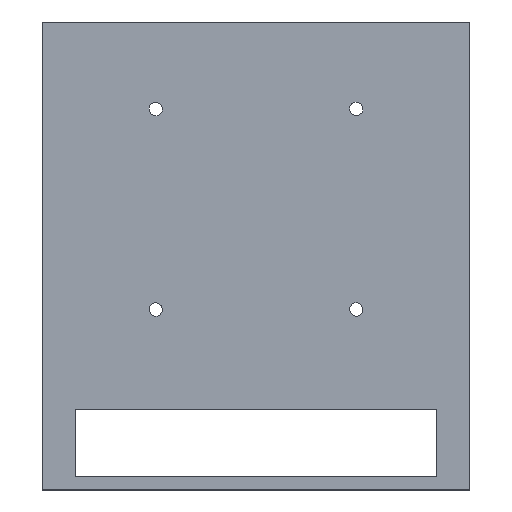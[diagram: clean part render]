
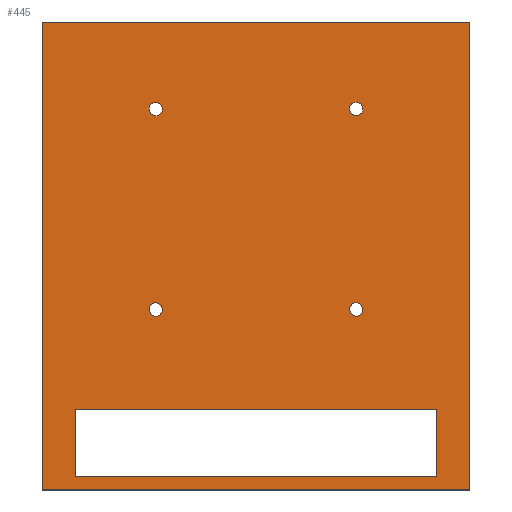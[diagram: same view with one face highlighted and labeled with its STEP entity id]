
A CAD part, top view. The second image highlights one B-rep face of the part: STEP entity #445.
In plain terms, the highlighted planar face has unit normal (0, 0, 1).
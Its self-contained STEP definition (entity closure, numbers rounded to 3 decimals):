
#39=AXIS2_PLACEMENT_3D('Circle Axis2P3D',#37,#38,$) ;
#74=AXIS2_PLACEMENT_3D('Circle Axis2P3D',#72,#73,$) ;
#96=AXIS2_PLACEMENT_3D('Circle Axis2P3D',#94,#95,$) ;
#131=AXIS2_PLACEMENT_3D('Circle Axis2P3D',#129,#130,$) ;
#153=AXIS2_PLACEMENT_3D('Circle Axis2P3D',#151,#152,$) ;
#188=AXIS2_PLACEMENT_3D('Circle Axis2P3D',#186,#187,$) ;
#210=AXIS2_PLACEMENT_3D('Circle Axis2P3D',#208,#209,$) ;
#245=AXIS2_PLACEMENT_3D('Circle Axis2P3D',#243,#244,$) ;
#387=AXIS2_PLACEMENT_3D('Plane Axis2P3D',#384,#385,#386) ;
#37=CARTESIAN_POINT('Axis2P3D Location',(-63.,295.,-31.)) ;
#41=CARTESIAN_POINT('Vertex',(-67.388,297.397,-31.)) ;
#43=CARTESIAN_POINT('Vertex',(-58.612,292.603,-31.)) ;
#72=CARTESIAN_POINT('Axis2P3D Location',(-63.,295.,-31.)) ;
#94=CARTESIAN_POINT('Axis2P3D Location',(-213.,145.,-31.)) ;
#98=CARTESIAN_POINT('Vertex',(-208.612,142.603,-31.)) ;
#100=CARTESIAN_POINT('Vertex',(-217.388,147.397,-31.)) ;
#129=CARTESIAN_POINT('Axis2P3D Location',(-213.,145.,-31.)) ;
#151=CARTESIAN_POINT('Axis2P3D Location',(-213.,295.,-31.)) ;
#155=CARTESIAN_POINT('Vertex',(-208.612,292.603,-31.)) ;
#157=CARTESIAN_POINT('Vertex',(-217.388,297.397,-31.)) ;
#186=CARTESIAN_POINT('Axis2P3D Location',(-213.,295.,-31.)) ;
#208=CARTESIAN_POINT('Axis2P3D Location',(-63.,145.,-31.)) ;
#212=CARTESIAN_POINT('Vertex',(-58.612,142.603,-31.)) ;
#214=CARTESIAN_POINT('Vertex',(-67.388,147.397,-31.)) ;
#243=CARTESIAN_POINT('Axis2P3D Location',(-63.,145.,-31.)) ;
#278=CARTESIAN_POINT('Vertex',(22.,10.,-31.)) ;
#281=CARTESIAN_POINT('Line Origine',(-138.,10.,-31.)) ;
#285=CARTESIAN_POINT('Vertex',(-298.,10.,-31.)) ;
#312=CARTESIAN_POINT('Line Origine',(-298.,185.,-31.)) ;
#316=CARTESIAN_POINT('Vertex',(-298.,360.,-31.)) ;
#343=CARTESIAN_POINT('Line Origine',(-138.,360.,-31.)) ;
#347=CARTESIAN_POINT('Vertex',(22.,360.,-31.)) ;
#372=CARTESIAN_POINT('Line Origine',(22.,185.,-31.)) ;
#384=CARTESIAN_POINT('Axis2P3D Location',(-138.,220.,-31.)) ;
#395=CARTESIAN_POINT('Line Origine',(-273.,45.,-31.)) ;
#399=CARTESIAN_POINT('Vertex',(-273.,70.,-31.)) ;
#401=CARTESIAN_POINT('Vertex',(-273.,20.,-31.)) ;
#404=CARTESIAN_POINT('Line Origine',(-138.,70.,-31.)) ;
#408=CARTESIAN_POINT('Vertex',(-3.,70.,-31.)) ;
#411=CARTESIAN_POINT('Line Origine',(-3.,45.,-31.)) ;
#415=CARTESIAN_POINT('Vertex',(-3.,20.,-31.)) ;
#418=CARTESIAN_POINT('Line Origine',(-138.,20.,-31.)) ;
#38=DIRECTION('Axis2P3D Direction',(0.,0.,-1.)) ;
#73=DIRECTION('Axis2P3D Direction',(0.,0.,-1.)) ;
#95=DIRECTION('Axis2P3D Direction',(0.,0.,-1.)) ;
#130=DIRECTION('Axis2P3D Direction',(0.,0.,-1.)) ;
#152=DIRECTION('Axis2P3D Direction',(0.,0.,-1.)) ;
#187=DIRECTION('Axis2P3D Direction',(0.,0.,-1.)) ;
#209=DIRECTION('Axis2P3D Direction',(0.,0.,-1.)) ;
#244=DIRECTION('Axis2P3D Direction',(0.,0.,-1.)) ;
#282=DIRECTION('Vector Direction',(-1.,0.,0.)) ;
#313=DIRECTION('Vector Direction',(0.,-1.,0.)) ;
#344=DIRECTION('Vector Direction',(1.,0.,0.)) ;
#373=DIRECTION('Vector Direction',(0.,1.,0.)) ;
#385=DIRECTION('Axis2P3D Direction',(0.,0.,1.)) ;
#386=DIRECTION('Axis2P3D XDirection',(-1.,0.,0.)) ;
#396=DIRECTION('Vector Direction',(0.,-1.,0.)) ;
#405=DIRECTION('Vector Direction',(1.,0.,0.)) ;
#412=DIRECTION('Vector Direction',(0.,1.,0.)) ;
#419=DIRECTION('Vector Direction',(-1.,0.,0.)) ;
#283=VECTOR('Line Direction',#282,1.) ;
#314=VECTOR('Line Direction',#313,1.) ;
#345=VECTOR('Line Direction',#344,1.) ;
#374=VECTOR('Line Direction',#373,1.) ;
#397=VECTOR('Line Direction',#396,1.) ;
#406=VECTOR('Line Direction',#405,1.) ;
#413=VECTOR('Line Direction',#412,1.) ;
#420=VECTOR('Line Direction',#419,1.) ;
#390=ORIENTED_EDGE('',*,*,#376,.T.) ;
#391=ORIENTED_EDGE('',*,*,#349,.T.) ;
#392=ORIENTED_EDGE('',*,*,#318,.T.) ;
#393=ORIENTED_EDGE('',*,*,#287,.T.) ;
#424=ORIENTED_EDGE('',*,*,#403,.F.) ;
#425=ORIENTED_EDGE('',*,*,#410,.F.) ;
#426=ORIENTED_EDGE('',*,*,#417,.F.) ;
#427=ORIENTED_EDGE('',*,*,#422,.F.) ;
#430=ORIENTED_EDGE('',*,*,#76,.F.) ;
#431=ORIENTED_EDGE('',*,*,#45,.F.) ;
#434=ORIENTED_EDGE('',*,*,#216,.F.) ;
#435=ORIENTED_EDGE('',*,*,#247,.F.) ;
#438=ORIENTED_EDGE('',*,*,#159,.F.) ;
#439=ORIENTED_EDGE('',*,*,#190,.F.) ;
#442=ORIENTED_EDGE('',*,*,#102,.F.) ;
#443=ORIENTED_EDGE('',*,*,#133,.F.) ;
#428=FACE_BOUND('',#423,.T.) ;
#432=FACE_BOUND('',#429,.T.) ;
#436=FACE_BOUND('',#433,.T.) ;
#440=FACE_BOUND('',#437,.T.) ;
#444=FACE_BOUND('',#441,.T.) ;
#445=ADVANCED_FACE('Body.3',(#394,#428,#432,#436,#440,#444),#388,.T.) ;
#40=CIRCLE('generated circle',#39,5.) ;
#75=CIRCLE('generated circle',#74,5.) ;
#97=CIRCLE('generated circle',#96,5.) ;
#132=CIRCLE('generated circle',#131,5.) ;
#154=CIRCLE('generated circle',#153,5.) ;
#189=CIRCLE('generated circle',#188,5.) ;
#211=CIRCLE('generated circle',#210,5.) ;
#246=CIRCLE('generated circle',#245,5.) ;
#45=EDGE_CURVE('',#42,#44,#40,.F.) ;
#76=EDGE_CURVE('',#44,#42,#75,.F.) ;
#102=EDGE_CURVE('',#99,#101,#97,.F.) ;
#133=EDGE_CURVE('',#101,#99,#132,.F.) ;
#159=EDGE_CURVE('',#156,#158,#154,.F.) ;
#190=EDGE_CURVE('',#158,#156,#189,.F.) ;
#216=EDGE_CURVE('',#213,#215,#211,.F.) ;
#247=EDGE_CURVE('',#215,#213,#246,.F.) ;
#287=EDGE_CURVE('',#286,#279,#284,.F.) ;
#318=EDGE_CURVE('',#317,#286,#315,.T.) ;
#349=EDGE_CURVE('',#348,#317,#346,.F.) ;
#376=EDGE_CURVE('',#279,#348,#375,.T.) ;
#403=EDGE_CURVE('',#400,#402,#398,.T.) ;
#410=EDGE_CURVE('',#409,#400,#407,.F.) ;
#417=EDGE_CURVE('',#416,#409,#414,.T.) ;
#422=EDGE_CURVE('',#402,#416,#421,.F.) ;
#389=EDGE_LOOP('',(#390,#391,#392,#393)) ;
#423=EDGE_LOOP('',(#424,#425,#426,#427)) ;
#429=EDGE_LOOP('',(#430,#431)) ;
#433=EDGE_LOOP('',(#434,#435)) ;
#437=EDGE_LOOP('',(#438,#439)) ;
#441=EDGE_LOOP('',(#442,#443)) ;
#394=FACE_OUTER_BOUND('',#389,.T.) ;
#284=LINE('Line',#281,#283) ;
#315=LINE('Line',#312,#314) ;
#346=LINE('Line',#343,#345) ;
#375=LINE('Line',#372,#374) ;
#398=LINE('Line',#395,#397) ;
#407=LINE('Line',#404,#406) ;
#414=LINE('Line',#411,#413) ;
#421=LINE('Line',#418,#420) ;
#388=PLANE('',#387) ;
#42=VERTEX_POINT('',#41) ;
#44=VERTEX_POINT('',#43) ;
#99=VERTEX_POINT('',#98) ;
#101=VERTEX_POINT('',#100) ;
#156=VERTEX_POINT('',#155) ;
#158=VERTEX_POINT('',#157) ;
#213=VERTEX_POINT('',#212) ;
#215=VERTEX_POINT('',#214) ;
#279=VERTEX_POINT('',#278) ;
#286=VERTEX_POINT('',#285) ;
#317=VERTEX_POINT('',#316) ;
#348=VERTEX_POINT('',#347) ;
#400=VERTEX_POINT('',#399) ;
#402=VERTEX_POINT('',#401) ;
#409=VERTEX_POINT('',#408) ;
#416=VERTEX_POINT('',#415) ;
